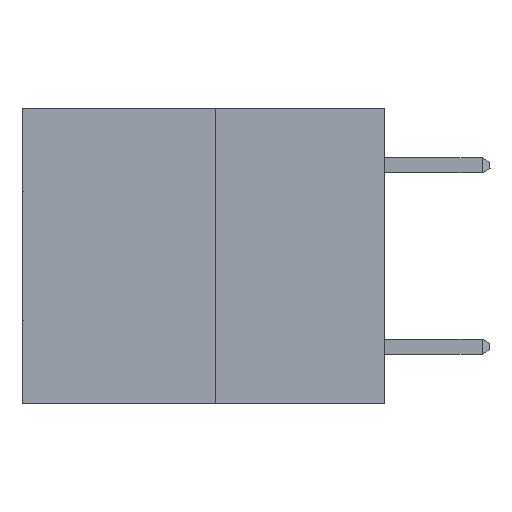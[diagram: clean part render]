
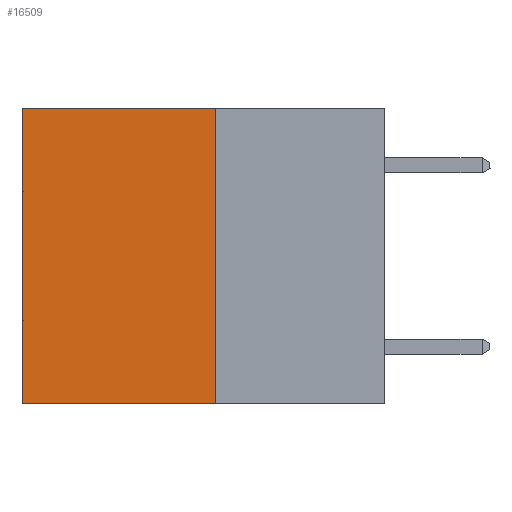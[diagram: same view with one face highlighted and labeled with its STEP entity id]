
A CAD part, left-side view. The second image highlights one B-rep face of the part: STEP entity #16509.
In plain terms, the highlighted planar face has unit normal (-1, 0, 0).
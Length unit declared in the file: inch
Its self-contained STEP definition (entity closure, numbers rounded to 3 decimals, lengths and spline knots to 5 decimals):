
#3476 = VECTOR ( 'NONE', #14616, 39.37008 ) ;
#5919 = CARTESIAN_POINT ( 'NONE',  ( 0.3165, 0.28, -0.49 ) ) ;
#7081 = ORIENTED_EDGE ( 'NONE', *, *, #19145, .T. ) ;
#7711 = CARTESIAN_POINT ( 'NONE',  ( 0.3165, 0.28, 0. ) ) ;
#7976 = VERTEX_POINT ( 'NONE', #20755 ) ;
#11196 = DIRECTION ( 'NONE',  ( 0., 0., -1. ) ) ;
#11461 = CARTESIAN_POINT ( 'NONE',  ( 0.3165, 0.28, -0.49 ) ) ;
#11714 = EDGE_CURVE ( 'NONE', #22306, #27921, #13195, .T. ) ;
#12058 = DIRECTION ( 'NONE',  ( 0., 0., -1. ) ) ;
#12179 = ORIENTED_EDGE ( 'NONE', *, *, #29791, .F. ) ;
#13195 = LINE ( 'NONE', #7711, #26923 ) ;
#13856 = DIRECTION ( 'NONE',  ( 0., 1., 0. ) ) ;
#14354 = CARTESIAN_POINT ( 'NONE',  ( 0.3165, 0.6, -0.49 ) ) ;
#14616 = DIRECTION ( 'NONE',  ( 0., 0., -1. ) ) ;
#15583 = CARTESIAN_POINT ( 'NONE',  ( 0.3165, 0.28, -0.49 ) ) ;
#16002 = DIRECTION ( 'NONE',  ( 0., 1., 0. ) ) ;
#16242 = VERTEX_POINT ( 'NONE', #14354 ) ;
#16509 = ADVANCED_FACE ( 'NONE', ( #23403 ), #17047, .F. ) ;
#17047 = PLANE ( 'NONE',  #19973 ) ;
#19145 = EDGE_CURVE ( 'NONE', #27921, #16242, #28833, .T. ) ;
#19284 = DIRECTION ( 'NONE',  ( 1., 0., 0. ) ) ;
#19973 = AXIS2_PLACEMENT_3D ( 'NONE', #5919, #19284, #12058 ) ;
#20755 = CARTESIAN_POINT ( 'NONE',  ( 0.3165, 0.28, -0.49 ) ) ;
#21892 = ORIENTED_EDGE ( 'NONE', *, *, #11714, .T. ) ;
#22306 = VERTEX_POINT ( 'NONE', #29079 ) ;
#23403 = FACE_OUTER_BOUND ( 'NONE', #26224, .T. ) ;
#23923 = ORIENTED_EDGE ( 'NONE', *, *, #30211, .F. ) ;
#24649 = VECTOR ( 'NONE', #13856, 39.37008 ) ;
#25366 = LINE ( 'NONE', #11461, #24649 ) ;
#25742 = CARTESIAN_POINT ( 'NONE',  ( 0.3165, 0.6, -0.49 ) ) ;
#26224 = EDGE_LOOP ( 'NONE', ( #7081, #12179, #23923, #21892 ) ) ;
#26487 = CARTESIAN_POINT ( 'NONE',  ( 0.3165, 0.6, 0. ) ) ;
#26920 = VECTOR ( 'NONE', #11196, 39.37008 ) ;
#26923 = VECTOR ( 'NONE', #16002, 39.37008 ) ;
#27191 = LINE ( 'NONE', #15583, #3476 ) ;
#27921 = VERTEX_POINT ( 'NONE', #26487 ) ;
#28833 = LINE ( 'NONE', #25742, #26920 ) ;
#29079 = CARTESIAN_POINT ( 'NONE',  ( 0.3165, 0.28, 0. ) ) ;
#29791 = EDGE_CURVE ( 'NONE', #7976, #16242, #25366, .T. ) ;
#30211 = EDGE_CURVE ( 'NONE', #22306, #7976, #27191, .T. ) ;
